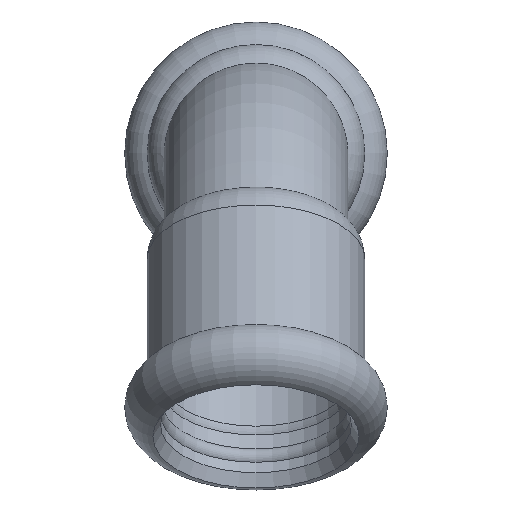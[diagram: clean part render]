
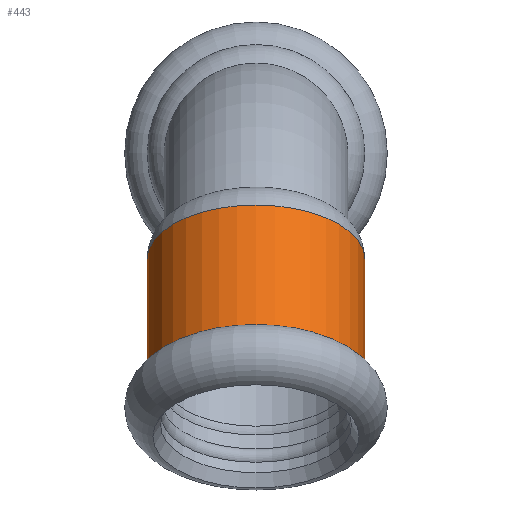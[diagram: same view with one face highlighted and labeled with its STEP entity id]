
A CAD part, left-side view. The second image highlights one B-rep face of the part: STEP entity #443.
In plain terms, the highlighted cylindrical face has radius 10.65 mm (diameter 21.3 mm), a full revolution.
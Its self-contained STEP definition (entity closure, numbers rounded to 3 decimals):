
#18=LINE('',#848,#28);
#28=VECTOR('',#604,10.65);
#38=CYLINDRICAL_SURFACE('',#499,10.65);
#49=FACE_OUTER_BOUND('',#71,.T.);
#71=EDGE_LOOP('',(#308,#309,#310,#311,#312,#313,#314,#315));
#102=CIRCLE('',#488,10.65);
#103=CIRCLE('',#489,10.65);
#104=CIRCLE('',#490,10.65);
#111=CIRCLE('',#500,10.65);
#112=CIRCLE('',#501,10.65);
#113=CIRCLE('',#502,10.65);
#160=VERTEX_POINT('',#801);
#161=VERTEX_POINT('',#803);
#162=VERTEX_POINT('',#805);
#168=VERTEX_POINT('',#843);
#169=VERTEX_POINT('',#844);
#170=VERTEX_POINT('',#846);
#213=EDGE_CURVE('',#160,#161,#102,.T.);
#214=EDGE_CURVE('',#161,#162,#103,.T.);
#215=EDGE_CURVE('',#162,#160,#104,.T.);
#224=EDGE_CURVE('',#168,#169,#111,.T.);
#225=EDGE_CURVE('',#170,#168,#112,.T.);
#226=EDGE_CURVE('',#170,#162,#18,.T.);
#227=EDGE_CURVE('',#169,#170,#113,.T.);
#308=ORIENTED_EDGE('',*,*,#224,.F.);
#309=ORIENTED_EDGE('',*,*,#225,.F.);
#310=ORIENTED_EDGE('',*,*,#226,.T.);
#311=ORIENTED_EDGE('',*,*,#214,.F.);
#312=ORIENTED_EDGE('',*,*,#213,.F.);
#313=ORIENTED_EDGE('',*,*,#215,.F.);
#314=ORIENTED_EDGE('',*,*,#226,.F.);
#315=ORIENTED_EDGE('',*,*,#227,.F.);
#443=ADVANCED_FACE('',(#49),#38,.T.);
#488=AXIS2_PLACEMENT_3D('',#804,#575,#576);
#489=AXIS2_PLACEMENT_3D('',#806,#577,#578);
#490=AXIS2_PLACEMENT_3D('',#807,#579,#580);
#499=AXIS2_PLACEMENT_3D('',#842,#598,#599);
#500=AXIS2_PLACEMENT_3D('',#845,#600,#601);
#501=AXIS2_PLACEMENT_3D('',#847,#602,#603);
#502=AXIS2_PLACEMENT_3D('',#849,#605,#606);
#575=DIRECTION('center_axis',(0.5,0.,0.866));
#576=DIRECTION('ref_axis',(0.,1.,0.));
#577=DIRECTION('center_axis',(0.5,0.,0.866));
#578=DIRECTION('ref_axis',(0.,1.,0.));
#579=DIRECTION('center_axis',(0.5,0.,0.866));
#580=DIRECTION('ref_axis',(0.,1.,0.));
#598=DIRECTION('center_axis',(0.5,0.,0.866));
#599=DIRECTION('ref_axis',(0.,1.,0.));
#600=DIRECTION('center_axis',(-0.5,0.,-0.866));
#601=DIRECTION('ref_axis',(-0.866,0.,0.5));
#602=DIRECTION('center_axis',(-0.5,0.,-0.866));
#603=DIRECTION('ref_axis',(-0.866,0.,0.5));
#604=DIRECTION('',(0.5,0.,0.866));
#605=DIRECTION('center_axis',(-0.5,0.,-0.866));
#606=DIRECTION('ref_axis',(-0.866,0.,0.5));
#801=CARTESIAN_POINT('',(3.223,0.,-15.717));
#803=CARTESIAN_POINT('',(-15.223,0.,-5.067));
#804=CARTESIAN_POINT('Origin',(-6.,0.,-10.392));
#805=CARTESIAN_POINT('',(-6.,-10.65,-10.392));
#806=CARTESIAN_POINT('Origin',(-6.,0.,-10.392));
#807=CARTESIAN_POINT('Origin',(-6.,0.,-10.392));
#842=CARTESIAN_POINT('Origin',(-9.391,0.,-16.265));
#843=CARTESIAN_POINT('',(-12.781,10.65,-22.138));
#844=CARTESIAN_POINT('',(-3.558,0.,-27.463));
#845=CARTESIAN_POINT('Origin',(-12.781,0.,-22.138));
#846=CARTESIAN_POINT('',(-12.781,-10.65,-22.138));
#847=CARTESIAN_POINT('Origin',(-12.781,0.,-22.138));
#848=CARTESIAN_POINT('',(-9.391,-10.65,-16.265));
#849=CARTESIAN_POINT('Origin',(-12.781,0.,-22.138));
